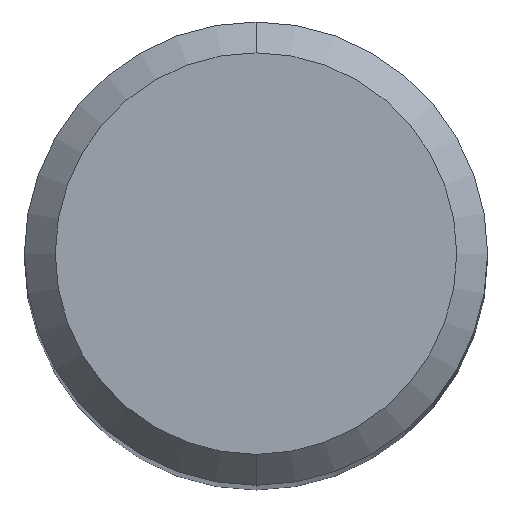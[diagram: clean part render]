
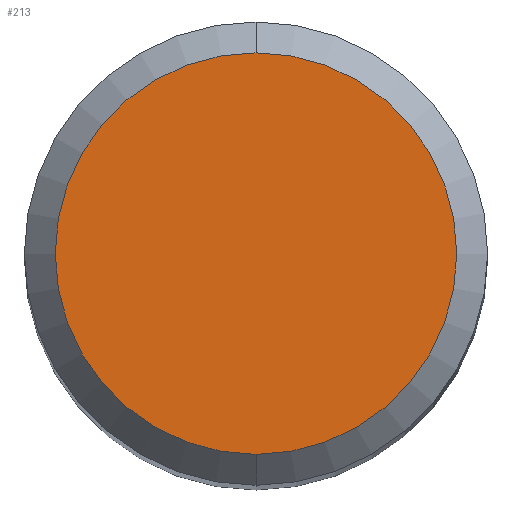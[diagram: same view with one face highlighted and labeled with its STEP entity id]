
A CAD part, top view. The second image highlights one B-rep face of the part: STEP entity #213.
In plain terms, the highlighted planar face has unit normal (0, 0, 1).
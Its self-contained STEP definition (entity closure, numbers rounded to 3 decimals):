
#113=VERTEX_POINT('',#265);
#123=EDGE_CURVE('',#187,#113,#275,.T.);
#187=VERTEX_POINT('',#350);
#195=EDGE_CURVE('',#113,#187,#359,.T.);
#213=ADVANCED_FACE('',(#379),#380,.T.);
#265=CARTESIAN_POINT('',(0.0,2.6,0.0));
#275=CIRCLE('',#445,2.6);
#350=CARTESIAN_POINT('',(0.,-2.6,0.0));
#359=CIRCLE('',#548,2.6);
#379=FACE_OUTER_BOUND('',#572,.T.);
#380=PLANE('',#573);
#445=AXIS2_PLACEMENT_3D('',#619,#620,#621);
#548=AXIS2_PLACEMENT_3D('',#742,#743,#744);
#572=EDGE_LOOP('',(#773,#774));
#573=AXIS2_PLACEMENT_3D('',#775,#776,#777);
#619=CARTESIAN_POINT('',(0.0,0.0,0.0));
#620=DIRECTION('',(0.0,0.0,-1.0));
#621=DIRECTION('',(0.0,1.0,0.0));
#742=CARTESIAN_POINT('',(0.0,0.0,0.0));
#743=DIRECTION('',(0.0,0.0,-1.0));
#744=DIRECTION('',(0.0,1.0,0.0));
#773=ORIENTED_EDGE('',*,*,#195,.F.);
#774=ORIENTED_EDGE('',*,*,#123,.F.);
#775=CARTESIAN_POINT('',(0.0,1.3,0.0));
#776=DIRECTION('',(-0.0,0.0,1.0));
#777=DIRECTION('',(0.0,-1.0,0.0));
